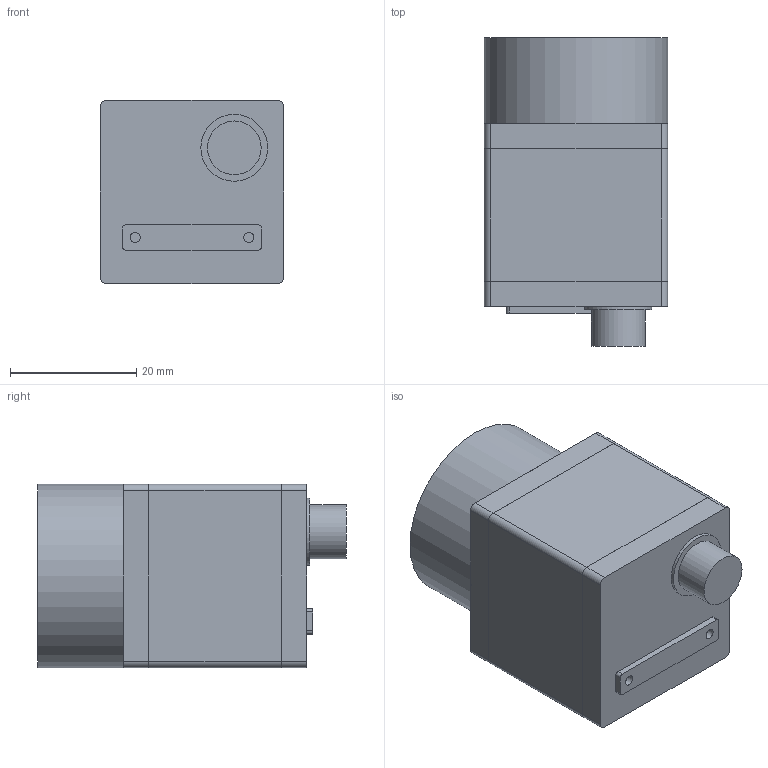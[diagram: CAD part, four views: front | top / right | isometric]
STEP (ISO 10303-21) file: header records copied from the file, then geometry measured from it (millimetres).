
FILE_DESCRIPTION(('STEP AP242'), '1');
FILE_NAME('IDS UI-3060CP-C-HQ', '', ('UNSPECIFIED'), ('UNSPECIFIED'), 'ASCON STEP Converter 1.6', 'ASCON Math Kernel', '');
FILE_SCHEMA(('AP242_MANAGED_MODEL_BASED_3D_ENGINEERING_MIM_LF { 1 0 10303 442 1 1 4 }'));
Length unit declared in the file: millimetre
Bounding box: 29.02 x 48.9 x 29.02 mm (x, y, z)
Volume: 26852.2 mm3; surface area: 7695.3 mm2
Topology: 1 solids, 1 shells, 62 faces, 145 edges, 95 vertices
Faces by surface type: plane 36, cylinder 26
Full cylindrical faces by diameter (mm): 1.6 x2, 2.5 x4, 8.5 x1, 10.6 x1, 25.4 x1, 29 x1
Entity records: 2274 total; most frequent: DIRECTION 316, CARTESIAN_POINT 293, ORIENTED_EDGE 270, EDGE_CURVE 135, AXIS2_PLACEMENT_3D 118, VERTEX_POINT 95, EDGE_LOOP 82, LINE 80
